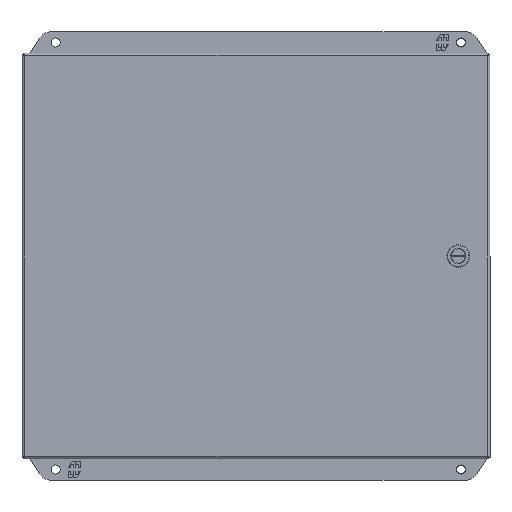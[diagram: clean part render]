
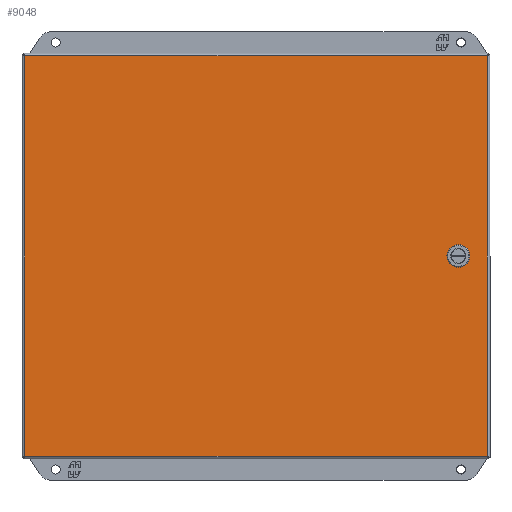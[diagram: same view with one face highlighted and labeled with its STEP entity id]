
A CAD part, front view. The second image highlights one B-rep face of the part: STEP entity #9048.
In plain terms, the highlighted planar face has unit normal (0, -1, 0).
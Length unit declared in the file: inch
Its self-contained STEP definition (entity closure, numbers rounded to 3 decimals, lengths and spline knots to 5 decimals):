
#162 = CARTESIAN_POINT ( 'NONE',  ( -8.07332, -6.61133, 6.914 ) ) ;
#367 = CARTESIAN_POINT ( 'NONE',  ( -8.07332, -6.61133, -6.914 ) ) ;
#669 = VERTEX_POINT ( 'NONE', #24391 ) ;
#679 = CARTESIAN_POINT ( 'NONE',  ( 7.23768, -6.61133, 0.07559 ) ) ;
#754 = DIRECTION ( 'NONE',  ( 0.707, 0., -0.707 ) ) ;
#1002 = DIRECTION ( 'NONE',  ( 1., 0., 0. ) ) ;
#1099 = LINE ( 'NONE', #4751, #6232 ) ;
#1157 = EDGE_CURVE ( 'NONE', #23260, #17735, #12451, .T. ) ;
#1569 = LINE ( 'NONE', #162, #1829 ) ;
#1597 = EDGE_CURVE ( 'NONE', #22750, #6921, #1099, .T. ) ;
#1829 = VECTOR ( 'NONE', #1941, 39.37008 ) ;
#1941 = DIRECTION ( 'NONE',  ( -1., 0., 0. ) ) ;
#2136 = ORIENTED_EDGE ( 'NONE', *, *, #15723, .T. ) ;
#2862 = DIRECTION ( 'NONE',  ( -0.707, 0., -0.707 ) ) ;
#3100 = LINE ( 'NONE', #18704, #10867 ) ;
#3160 = CARTESIAN_POINT ( 'NONE',  ( 6.57568, -6.61133, 0.07559 ) ) ;
#3545 = ORIENTED_EDGE ( 'NONE', *, *, #4099, .F. ) ;
#3706 = ORIENTED_EDGE ( 'NONE', *, *, #5740, .F. ) ;
#4022 = DIRECTION ( 'NONE',  ( 0., -1., 0. ) ) ;
#4032 = VERTEX_POINT ( 'NONE', #22048 ) ;
#4099 = EDGE_CURVE ( 'NONE', #14384, #24644, #8330, .T. ) ;
#4375 = EDGE_CURVE ( 'NONE', #24644, #23260, #4519, .T. ) ;
#4519 = LINE ( 'NONE', #18000, #15314 ) ;
#4591 = VECTOR ( 'NONE', #24304, 39.37008 ) ;
#4751 = CARTESIAN_POINT ( 'NONE',  ( 7.23768, -6.61133, 0.07559 ) ) ;
#5086 = CARTESIAN_POINT ( 'NONE',  ( 7.91268, -6.61133, -6.914 ) ) ;
#5116 = DIRECTION ( 'NONE',  ( 0., 0., 1. ) ) ;
#5536 = ORIENTED_EDGE ( 'NONE', *, *, #21330, .T. ) ;
#5640 = CARTESIAN_POINT ( 'NONE',  ( -8.07332, -6.61133, 6.914 ) ) ;
#5657 = CARTESIAN_POINT ( 'NONE',  ( -8.07332, -6.61133, -6.914 ) ) ;
#5740 = EDGE_CURVE ( 'NONE', #18462, #16331, #18179, .T. ) ;
#5780 = DIRECTION ( 'NONE',  ( 0., 0., -1. ) ) ;
#5955 = LINE ( 'NONE', #19279, #9794 ) ;
#6039 = DIRECTION ( 'NONE',  ( 0., 0., -1. ) ) ;
#6232 = VECTOR ( 'NONE', #8774, 39.37008 ) ;
#6921 = VERTEX_POINT ( 'NONE', #679 ) ;
#7276 = CARTESIAN_POINT ( 'NONE',  ( 6.98226, -6.61133, 0.331 ) ) ;
#7640 = DIRECTION ( 'NONE',  ( -0.707, 0., 0.707 ) ) ;
#8104 = ORIENTED_EDGE ( 'NONE', *, *, #20982, .F. ) ;
#8330 = LINE ( 'NONE', #23691, #21745 ) ;
#8375 = CARTESIAN_POINT ( 'NONE',  ( 6.83109, -6.61133, 0.331 ) ) ;
#8774 = DIRECTION ( 'NONE',  ( 0., 0., 1. ) ) ;
#8907 = CARTESIAN_POINT ( 'NONE',  ( 6.57568, -6.61133, 0.07559 ) ) ;
#9048 = ADVANCED_FACE ( 'NONE', ( #15598, #17238 ), #17490, .T. ) ;
#9472 = ORIENTED_EDGE ( 'NONE', *, *, #4375, .F. ) ;
#9569 = VERTEX_POINT ( 'NONE', #5086 ) ;
#9712 = DIRECTION ( 'NONE',  ( 0.707, 0., 0.707 ) ) ;
#9794 = VECTOR ( 'NONE', #9712, 39.37008 ) ;
#9922 = EDGE_LOOP ( 'NONE', ( #14960, #2136, #16744, #5536 ) ) ;
#10303 = CARTESIAN_POINT ( 'NONE',  ( 6.98226, -6.61133, -0.331 ) ) ;
#10867 = VECTOR ( 'NONE', #5116, 39.37008 ) ;
#11584 = EDGE_CURVE ( 'NONE', #21656, #669, #18754, .T. ) ;
#11696 = CARTESIAN_POINT ( 'NONE',  ( 6.83109, -6.61133, -0.331 ) ) ;
#11996 = EDGE_CURVE ( 'NONE', #6921, #18462, #24526, .T. ) ;
#12140 = DIRECTION ( 'NONE',  ( -1., 0., 0. ) ) ;
#12451 = LINE ( 'NONE', #12707, #13847 ) ;
#12620 = EDGE_LOOP ( 'NONE', ( #16386, #9472, #3545, #13238, #3706, #19721, #17175, #8104 ) ) ;
#12707 = CARTESIAN_POINT ( 'NONE',  ( 6.98226, -6.61133, -0.331 ) ) ;
#13136 = CARTESIAN_POINT ( 'NONE',  ( 6.98226, -6.61133, 0.331 ) ) ;
#13238 = ORIENTED_EDGE ( 'NONE', *, *, #20526, .F. ) ;
#13847 = VECTOR ( 'NONE', #1002, 39.37008 ) ;
#13859 = CARTESIAN_POINT ( 'NONE',  ( 6.83109, -6.61133, 0.331 ) ) ;
#14384 = VERTEX_POINT ( 'NONE', #3160 ) ;
#14960 = ORIENTED_EDGE ( 'NONE', *, *, #24716, .T. ) ;
#15008 = CARTESIAN_POINT ( 'NONE',  ( 7.23768, -6.61133, -0.07559 ) ) ;
#15314 = VECTOR ( 'NONE', #754, 39.37008 ) ;
#15598 = FACE_BOUND ( 'NONE', #12620, .T. ) ;
#15723 = EDGE_CURVE ( 'NONE', #4032, #21656, #1569, .T. ) ;
#16331 = VERTEX_POINT ( 'NONE', #13859 ) ;
#16386 = ORIENTED_EDGE ( 'NONE', *, *, #1157, .F. ) ;
#16744 = ORIENTED_EDGE ( 'NONE', *, *, #11584, .T. ) ;
#17175 = ORIENTED_EDGE ( 'NONE', *, *, #1597, .F. ) ;
#17238 = FACE_OUTER_BOUND ( 'NONE', #9922, .T. ) ;
#17490 = PLANE ( 'NONE',  #18763 ) ;
#17735 = VERTEX_POINT ( 'NONE', #10303 ) ;
#17832 = VECTOR ( 'NONE', #2862, 39.37008 ) ;
#18000 = CARTESIAN_POINT ( 'NONE',  ( 6.83109, -6.61133, -0.331 ) ) ;
#18024 = DIRECTION ( 'NONE',  ( 0., 0., -1. ) ) ;
#18179 = LINE ( 'NONE', #8375, #23394 ) ;
#18462 = VERTEX_POINT ( 'NONE', #13136 ) ;
#18704 = CARTESIAN_POINT ( 'NONE',  ( 7.91268, -6.61133, -6.914 ) ) ;
#18754 = LINE ( 'NONE', #5657, #21249 ) ;
#18763 = AXIS2_PLACEMENT_3D ( 'NONE', #367, #4022, #6039 ) ;
#18950 = VECTOR ( 'NONE', #7640, 39.37008 ) ;
#19279 = CARTESIAN_POINT ( 'NONE',  ( 7.23768, -6.61133, -0.07559 ) ) ;
#19721 = ORIENTED_EDGE ( 'NONE', *, *, #11996, .F. ) ;
#20526 = EDGE_CURVE ( 'NONE', #16331, #14384, #22244, .T. ) ;
#20634 = CARTESIAN_POINT ( 'NONE',  ( -8.07332, -6.61133, -6.914 ) ) ;
#20982 = EDGE_CURVE ( 'NONE', #17735, #22750, #5955, .T. ) ;
#21249 = VECTOR ( 'NONE', #5780, 39.37008 ) ;
#21330 = EDGE_CURVE ( 'NONE', #669, #9569, #22534, .T. ) ;
#21656 = VERTEX_POINT ( 'NONE', #5640 ) ;
#21745 = VECTOR ( 'NONE', #18024, 39.37008 ) ;
#21853 = CARTESIAN_POINT ( 'NONE',  ( 6.57568, -6.61133, -0.07559 ) ) ;
#22048 = CARTESIAN_POINT ( 'NONE',  ( 7.91268, -6.61133, 6.914 ) ) ;
#22244 = LINE ( 'NONE', #8907, #17832 ) ;
#22534 = LINE ( 'NONE', #20634, #4591 ) ;
#22750 = VERTEX_POINT ( 'NONE', #15008 ) ;
#23260 = VERTEX_POINT ( 'NONE', #11696 ) ;
#23394 = VECTOR ( 'NONE', #12140, 39.37008 ) ;
#23691 = CARTESIAN_POINT ( 'NONE',  ( 6.57568, -6.61133, -0.07559 ) ) ;
#24304 = DIRECTION ( 'NONE',  ( 1., 0., 0. ) ) ;
#24391 = CARTESIAN_POINT ( 'NONE',  ( -8.07332, -6.61133, -6.914 ) ) ;
#24526 = LINE ( 'NONE', #7276, #18950 ) ;
#24644 = VERTEX_POINT ( 'NONE', #21853 ) ;
#24716 = EDGE_CURVE ( 'NONE', #9569, #4032, #3100, .T. ) ;
